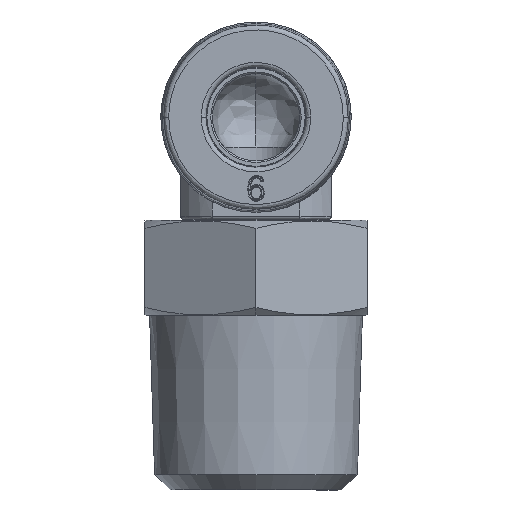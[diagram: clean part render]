
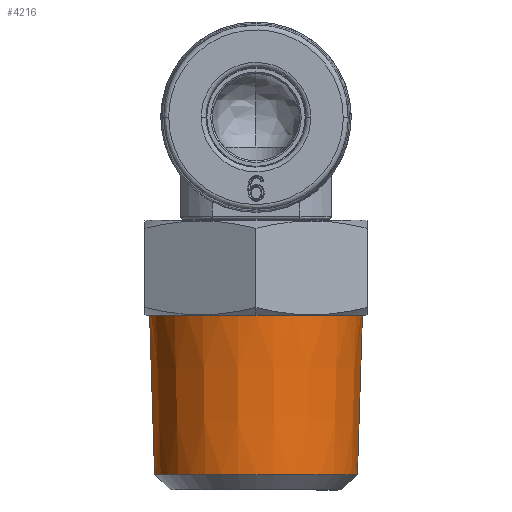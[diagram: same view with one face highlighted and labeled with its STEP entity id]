
A CAD part, front view. The second image highlights one B-rep face of the part: STEP entity #4216.
In plain terms, the highlighted conical face has half-angle 1.79 degrees and reference radius 6.706 mm.
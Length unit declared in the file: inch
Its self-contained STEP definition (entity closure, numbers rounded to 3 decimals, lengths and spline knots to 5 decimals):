
#27 = CIRCLE ( 'NONE', #4604, 0.25168 ) ;
#40 = CARTESIAN_POINT ( 'NONE',  ( 0., 0., -0.88706 ) ) ;
#63 = LINE ( 'NONE', #4446, #1771 ) ;
#396 = DIRECTION ( 'NONE',  ( 0., 0., 1. ) ) ;
#499 = AXIS2_PLACEMENT_3D ( 'NONE', #3556, #1391, #3210 ) ;
#619 = CARTESIAN_POINT ( 'NONE',  ( 0.26403, 0., -0.49213 ) ) ;
#644 = EDGE_CURVE ( 'NONE', #2221, #3916, #2518, .T. ) ;
#941 = VERTEX_POINT ( 'NONE', #1463 ) ;
#968 = DIRECTION ( 'NONE',  ( 0.031, 0., 1. ) ) ;
#1012 = EDGE_CURVE ( 'NONE', #2513, #3916, #63, .T. ) ;
#1034 = DIRECTION ( 'NONE',  ( 1., 0., 0. ) ) ;
#1232 = ORIENTED_EDGE ( 'NONE', *, *, #1012, .F. ) ;
#1391 = DIRECTION ( 'NONE',  ( 0., 0., -1. ) ) ;
#1463 = CARTESIAN_POINT ( 'NONE',  ( 0.25168, 0., -0.88706 ) ) ;
#1580 = FACE_OUTER_BOUND ( 'NONE', #3570, .T. ) ;
#1708 = AXIS2_PLACEMENT_3D ( 'NONE', #2004, #2432, #1034 ) ;
#1771 = VECTOR ( 'NONE', #3716, 39.37008 ) ;
#2004 = CARTESIAN_POINT ( 'NONE',  ( 0., 0., -0.49213 ) ) ;
#2164 = ORIENTED_EDGE ( 'NONE', *, *, #4605, .T. ) ;
#2221 = VERTEX_POINT ( 'NONE', #3634 ) ;
#2298 = EDGE_CURVE ( 'NONE', #2513, #941, #27, .T. ) ;
#2432 = DIRECTION ( 'NONE',  ( 0., 0., 1. ) ) ;
#2513 = VERTEX_POINT ( 'NONE', #3814 ) ;
#2518 = CIRCLE ( 'NONE', #499, 0.26403 ) ;
#2572 = CARTESIAN_POINT ( 'NONE',  ( -0.26403, 0., -0.49213 ) ) ;
#2908 = DIRECTION ( 'NONE',  ( 0.866, 0.5, 0. ) ) ;
#3210 = DIRECTION ( 'NONE',  ( 1., 0., 0. ) ) ;
#3270 = VECTOR ( 'NONE', #968, 39.37008 ) ;
#3278 = CONICAL_SURFACE ( 'NONE', #1708, 0.26403, 0.031 ) ;
#3511 = ORIENTED_EDGE ( 'NONE', *, *, #2298, .T. ) ;
#3556 = CARTESIAN_POINT ( 'NONE',  ( 0., 0., -0.49213 ) ) ;
#3570 = EDGE_LOOP ( 'NONE', ( #1232, #3511, #2164, #4301 ) ) ;
#3634 = CARTESIAN_POINT ( 'NONE',  ( 0.26403, 0., -0.49213 ) ) ;
#3716 = DIRECTION ( 'NONE',  ( -0.031, 0., 1. ) ) ;
#3814 = CARTESIAN_POINT ( 'NONE',  ( -0.25168, 0., -0.88706 ) ) ;
#3916 = VERTEX_POINT ( 'NONE', #2572 ) ;
#4216 = ADVANCED_FACE ( 'NONE', ( #1580 ), #3278, .T. ) ;
#4301 = ORIENTED_EDGE ( 'NONE', *, *, #644, .T. ) ;
#4319 = LINE ( 'NONE', #619, #3270 ) ;
#4446 = CARTESIAN_POINT ( 'NONE',  ( -0.26403, 0., -0.49213 ) ) ;
#4604 = AXIS2_PLACEMENT_3D ( 'NONE', #40, #396, #2908 ) ;
#4605 = EDGE_CURVE ( 'NONE', #941, #2221, #4319, .T. ) ;
